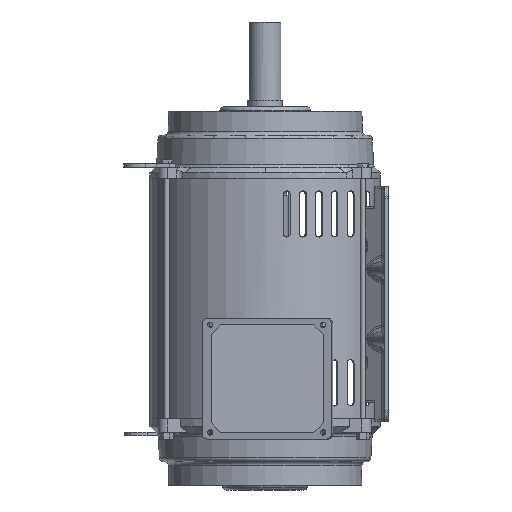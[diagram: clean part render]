
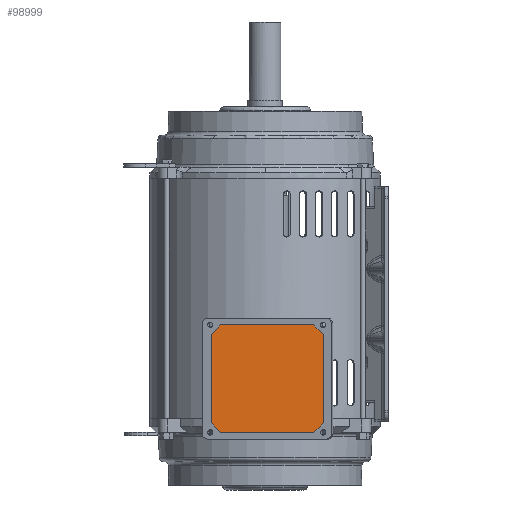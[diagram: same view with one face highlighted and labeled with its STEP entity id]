
A CAD part, left-side view. The second image highlights one B-rep face of the part: STEP entity #98999.
In plain terms, the highlighted face is planar.
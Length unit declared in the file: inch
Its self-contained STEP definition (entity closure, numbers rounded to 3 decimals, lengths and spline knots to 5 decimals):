
#713 = CARTESIAN_POINT ( 'NONE',  ( 4.04985, -5.8655, 6.45111 ) ) ;
#3348 = DIRECTION ( 'NONE',  ( -1., 0.006, 0. ) ) ;
#4690 = LINE ( 'NONE', #81301, #53493 ) ;
#5067 = DIRECTION ( 'NONE',  ( -0.707, 0.004, 0.707 ) ) ;
#6171 = LINE ( 'NONE', #127533, #125008 ) ;
#6646 = EDGE_CURVE ( 'NONE', #97687, #22931, #4690, .T. ) ;
#7739 = EDGE_CURVE ( 'NONE', #95458, #12367, #126854, .T. ) ;
#7913 = FACE_OUTER_BOUND ( 'NONE', #83271, .T. ) ;
#9042 = EDGE_CURVE ( 'NONE', #12367, #103323, #6171, .T. ) ;
#9249 = CARTESIAN_POINT ( 'NONE',  ( 4.54197, -5.8685, 6.94323 ) ) ;
#10556 = DIRECTION ( 'NONE',  ( 1., -0.006, 0. ) ) ;
#10800 = DIRECTION ( 'NONE',  ( 0.707, -0.004, -0.707 ) ) ;
#10932 = CARTESIAN_POINT ( 'NONE',  ( 4.04985, -5.8655, 1.43142 ) ) ;
#12367 = VERTEX_POINT ( 'NONE', #24237 ) ;
#14468 = DIRECTION ( 'NONE',  ( -0.707, 0.004, -0.707 ) ) ;
#16320 = VERTEX_POINT ( 'NONE', #50796 ) ;
#20601 = VECTOR ( 'NONE', #5067, 39.37008 ) ;
#21110 = ORIENTED_EDGE ( 'NONE', *, *, #7739, .F. ) ;
#22931 = VERTEX_POINT ( 'NONE', #9249 ) ;
#24237 = CARTESIAN_POINT ( 'NONE',  ( 9.79778, -5.90053, 6.45111 ) ) ;
#29331 = CARTESIAN_POINT ( 'NONE',  ( 4.54197, -5.8685, 1.43142 ) ) ;
#29927 = AXIS2_PLACEMENT_3D ( 'NONE', #70894, #81391, #82719 ) ;
#31039 = EDGE_CURVE ( 'NONE', #16320, #103124, #134612, .T. ) ;
#31993 = VECTOR ( 'NONE', #10556, 39.37008 ) ;
#34754 = VERTEX_POINT ( 'NONE', #126818 ) ;
#37238 = EDGE_CURVE ( 'NONE', #34754, #97687, #45003, .T. ) ;
#45003 = LINE ( 'NONE', #10932, #77503 ) ;
#50084 = ORIENTED_EDGE ( 'NONE', *, *, #109137, .F. ) ;
#50796 = CARTESIAN_POINT ( 'NONE',  ( 9.30566, -5.89753, 1.43142 ) ) ;
#51489 = LINE ( 'NONE', #98596, #83927 ) ;
#51936 = VECTOR ( 'NONE', #10800, 39.37008 ) ;
#53493 = VECTOR ( 'NONE', #91771, 39.37008 ) ;
#56488 = LINE ( 'NONE', #78304, #20601 ) ;
#61806 = PLANE ( 'NONE',  #29927 ) ;
#63693 = DIRECTION ( 'NONE',  ( 0., 0., 1. ) ) ;
#67233 = CARTESIAN_POINT ( 'NONE',  ( 9.30566, -5.89753, 6.94323 ) ) ;
#70894 = CARTESIAN_POINT ( 'NONE',  ( 4.04985, -5.8655, 1.43142 ) ) ;
#74311 = ORIENTED_EDGE ( 'NONE', *, *, #125565, .F. ) ;
#77503 = VECTOR ( 'NONE', #63693, 39.37008 ) ;
#78304 = CARTESIAN_POINT ( 'NONE',  ( 4.54197, -5.8685, 1.43142 ) ) ;
#81301 = CARTESIAN_POINT ( 'NONE',  ( 4.04985, -5.8655, 6.45111 ) ) ;
#81391 = DIRECTION ( 'NONE',  ( 0.006, 1., 0. ) ) ;
#82719 = DIRECTION ( 'NONE',  ( -1., 0.006, 0. ) ) ;
#83271 = EDGE_LOOP ( 'NONE', ( #107200, #50084, #100330, #110235, #84480, #21110, #74311, #103609 ) ) ;
#83927 = VECTOR ( 'NONE', #14468, 39.37008 ) ;
#84480 = ORIENTED_EDGE ( 'NONE', *, *, #9042, .F. ) ;
#91771 = DIRECTION ( 'NONE',  ( 0.707, -0.004, 0.707 ) ) ;
#95458 = VERTEX_POINT ( 'NONE', #67233 ) ;
#97023 = DIRECTION ( 'NONE',  ( 0., 0., -1. ) ) ;
#97687 = VERTEX_POINT ( 'NONE', #713 ) ;
#98596 = CARTESIAN_POINT ( 'NONE',  ( 9.79778, -5.90053, 1.92355 ) ) ;
#98999 = ADVANCED_FACE ( 'NONE', ( #7913 ), #61806, .F. ) ;
#100330 = ORIENTED_EDGE ( 'NONE', *, *, #31039, .F. ) ;
#101566 = EDGE_CURVE ( 'NONE', #103323, #16320, #51489, .T. ) ;
#103124 = VERTEX_POINT ( 'NONE', #29331 ) ;
#103323 = VERTEX_POINT ( 'NONE', #109288 ) ;
#103609 = ORIENTED_EDGE ( 'NONE', *, *, #6646, .F. ) ;
#106957 = VECTOR ( 'NONE', #3348, 39.37008 ) ;
#107200 = ORIENTED_EDGE ( 'NONE', *, *, #37238, .F. ) ;
#108922 = CARTESIAN_POINT ( 'NONE',  ( 4.04985, -5.8655, 1.43142 ) ) ;
#109137 = EDGE_CURVE ( 'NONE', #103124, #34754, #56488, .T. ) ;
#109288 = CARTESIAN_POINT ( 'NONE',  ( 9.79778, -5.90053, 1.92355 ) ) ;
#110235 = ORIENTED_EDGE ( 'NONE', *, *, #101566, .F. ) ;
#121550 = LINE ( 'NONE', #122983, #31993 ) ;
#122983 = CARTESIAN_POINT ( 'NONE',  ( 4.04985, -5.8655, 6.94323 ) ) ;
#124118 = CARTESIAN_POINT ( 'NONE',  ( 9.30566, -5.89753, 6.94323 ) ) ;
#125008 = VECTOR ( 'NONE', #97023, 39.37008 ) ;
#125565 = EDGE_CURVE ( 'NONE', #22931, #95458, #121550, .T. ) ;
#126818 = CARTESIAN_POINT ( 'NONE',  ( 4.04985, -5.8655, 1.92355 ) ) ;
#126854 = LINE ( 'NONE', #124118, #51936 ) ;
#127533 = CARTESIAN_POINT ( 'NONE',  ( 9.79778, -5.90053, 1.43142 ) ) ;
#134612 = LINE ( 'NONE', #108922, #106957 ) ;
